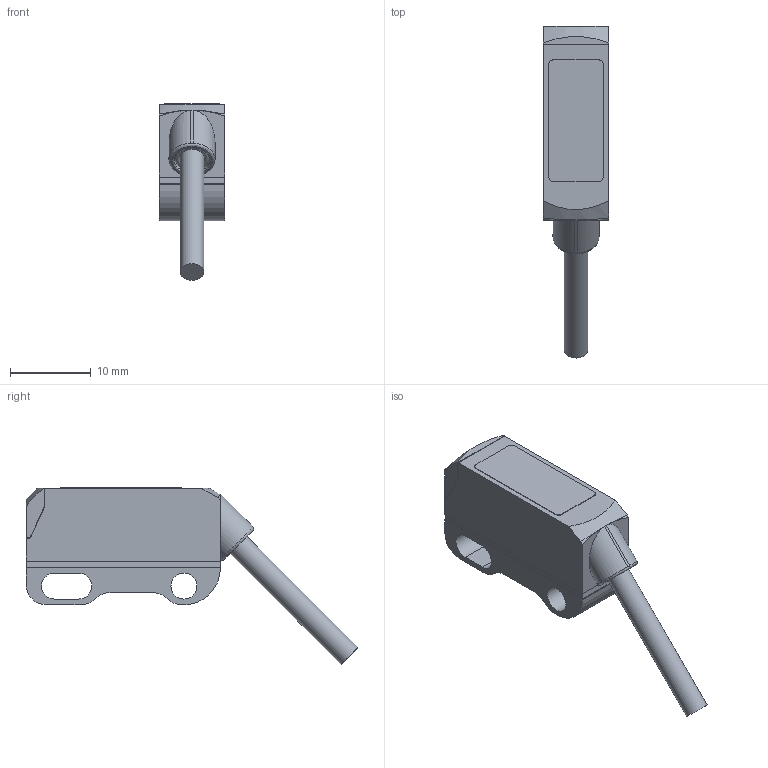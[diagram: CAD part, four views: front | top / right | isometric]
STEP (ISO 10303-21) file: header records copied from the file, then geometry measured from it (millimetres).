
FILE_DESCRIPTION( ( 'STEP AP203' ), ' ' );
FILE_NAME( 'O8H200.stp', '2017-01-23T10:09:41', ( '' ), ( '' ), ' ', 'PARTsolutions', ' ' );
FILE_SCHEMA( ( 'CONFIG_CONTROL_DESIGN' ) );
Length unit declared in the file: millimetre
Products named in the file (1): _O8H200
Bounding box: 8.1 x 41.01 x 21.83 mm (x, y, z)
Volume: 2629.5 mm3; surface area: 1659.1 mm2
Topology: 1 solids, 1 shells, 66 faces, 176 edges, 115 vertices
Faces by surface type: plane 42, cylinder 19, torus 3, cone 1, sphere 1
Full cylindrical faces by diameter (mm): 2.9 x1, 3.2 x1, 4.417 x1
Entity records: 2086 total; most frequent: CARTESIAN_POINT 379, DIRECTION 348, ORIENTED_EDGE 338, EDGE_CURVE 169, AXIS2_PLACEMENT_3D 117, VERTEX_POINT 114, LINE 114, VECTOR 114
